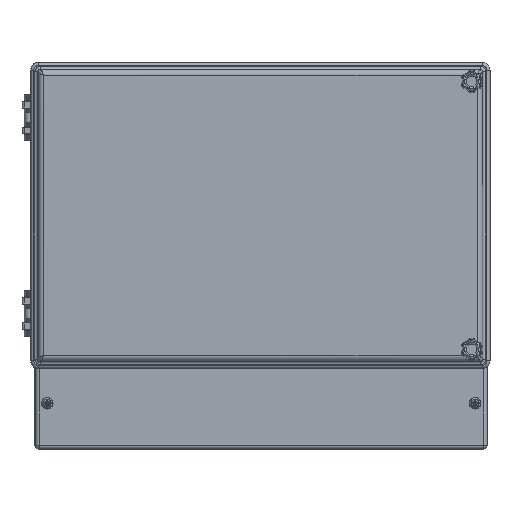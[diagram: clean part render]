
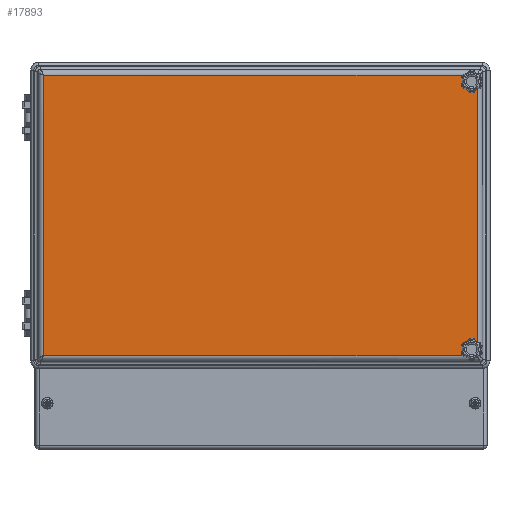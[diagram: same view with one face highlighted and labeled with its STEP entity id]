
A CAD part, top view. The second image highlights one B-rep face of the part: STEP entity #17893.
In plain terms, the highlighted planar face has unit normal (0, 0, 1).
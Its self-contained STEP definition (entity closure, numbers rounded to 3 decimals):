
#2056=LINE('',#30626,#3497);
#2058=LINE('',#30652,#3499);
#2059=LINE('',#30675,#3500);
#2060=LINE('',#30687,#3501);
#3497=VECTOR('',#24427,10.);
#3499=VECTOR('',#24431,10.);
#3500=VECTOR('',#24434,10.);
#3501=VECTOR('',#24437,10.);
#4109=PLANE('',#19718);
#4343=FACE_BOUND('',#6455,.T.);
#4344=FACE_BOUND('',#6456,.T.);
#5196=FACE_OUTER_BOUND('',#6454,.T.);
#6454=EDGE_LOOP('',(#15835,#15836,#15837,#15838));
#6455=EDGE_LOOP('',(#15839));
#6456=EDGE_LOOP('',(#15840));
#7254=CIRCLE('',#19567,3.15);
#7256=CIRCLE('',#19571,3.15);
#8880=VERTEX_POINT('',#30256);
#8882=VERTEX_POINT('',#30262);
#8966=VERTEX_POINT('',#30602);
#8968=VERTEX_POINT('',#30615);
#8971=VERTEX_POINT('',#30641);
#8972=VERTEX_POINT('',#30664);
#11120=EDGE_CURVE('',#8880,#8880,#7254,.T.);
#11122=EDGE_CURVE('',#8882,#8882,#7256,.T.);
#11274=EDGE_CURVE('',#8968,#8966,#2056,.T.);
#11278=EDGE_CURVE('',#8971,#8968,#2058,.T.);
#11281=EDGE_CURVE('',#8972,#8971,#2059,.T.);
#11283=EDGE_CURVE('',#8966,#8972,#2060,.T.);
#15835=ORIENTED_EDGE('',*,*,#11274,.F.);
#15836=ORIENTED_EDGE('',*,*,#11278,.F.);
#15837=ORIENTED_EDGE('',*,*,#11281,.F.);
#15838=ORIENTED_EDGE('',*,*,#11283,.F.);
#15839=ORIENTED_EDGE('',*,*,#11120,.T.);
#15840=ORIENTED_EDGE('',*,*,#11122,.T.);
#17893=ADVANCED_FACE('',(#5196,#4343,#4344),#4109,.T.);
#19567=AXIS2_PLACEMENT_3D('',#30257,#24070,#24071);
#19571=AXIS2_PLACEMENT_3D('',#30263,#24078,#24079);
#19718=AXIS2_PLACEMENT_3D('',#30896,#24448,#24449);
#24070=DIRECTION('center_axis',(0.,0.,-1.));
#24071=DIRECTION('ref_axis',(-1.,0.,0.));
#24078=DIRECTION('center_axis',(0.,0.,-1.));
#24079=DIRECTION('ref_axis',(-1.,0.,0.));
#24427=DIRECTION('',(-1.,0.,0.));
#24431=DIRECTION('',(0.,-1.,0.));
#24434=DIRECTION('',(1.,0.,0.));
#24437=DIRECTION('',(0.,1.,0.));
#24448=DIRECTION('center_axis',(0.,0.,1.));
#24449=DIRECTION('ref_axis',(1.,0.,0.));
#30256=CARTESIAN_POINT('',(-134.85,87.5,23.4));
#30257=CARTESIAN_POINT('Origin',(-138.,87.5,23.4));
#30262=CARTESIAN_POINT('',(-134.85,-87.5,23.4));
#30263=CARTESIAN_POINT('Origin',(-138.,-87.5,23.4));
#30602=CARTESIAN_POINT('',(-141.652,-91.652,23.4));
#30615=CARTESIAN_POINT('',(141.652,-91.652,23.4));
#30626=CARTESIAN_POINT('',(71.913,-91.652,23.4));
#30641=CARTESIAN_POINT('',(141.652,91.652,23.4));
#30652=CARTESIAN_POINT('',(141.652,46.913,23.4));
#30664=CARTESIAN_POINT('',(-141.652,91.652,23.4));
#30675=CARTESIAN_POINT('',(-71.913,91.652,23.4));
#30687=CARTESIAN_POINT('',(-141.652,-46.913,23.4));
#30896=CARTESIAN_POINT('Origin',(0.,0.,
23.4));
